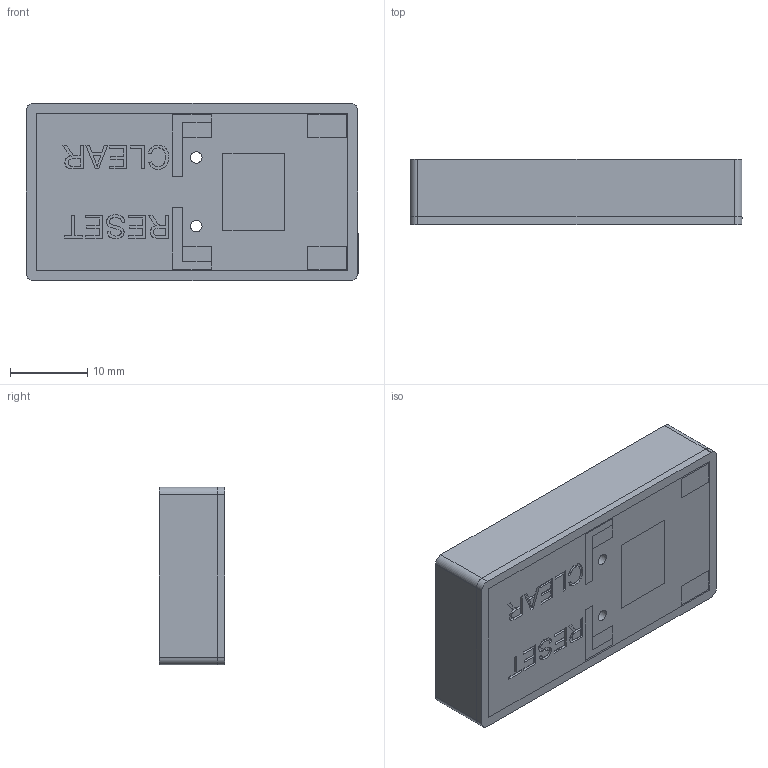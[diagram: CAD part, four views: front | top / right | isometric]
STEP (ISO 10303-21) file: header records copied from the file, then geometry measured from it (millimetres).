
FILE_DESCRIPTION(/* description */ (''),/* implementation_level */ '2;1');
FILE_NAME(/* name */ 'Box.step',/* time_stamp */ '2025-04-20T13:23:03+01:00',/* author */ (''),/* organization */ (''),/* preprocessor_version */ 'ST-DEVELOPER v20.1',/* originating_system */ 'Autodesk Translation Framework v14.4.0.0',/* authorisation */ '');
FILE_SCHEMA (('AUTOMOTIVE_DESIGN { 1 0 10303 214 3 1 1 }'));
Length unit declared in the file: millimetre
Products named in the file (1): Box
Bounding box: 43 x 8.5 x 23 mm (x, y, z)
Volume: 2854 mm3; surface area: 5618.4 mm2
Topology: 9 solids, 9 shells, 294 faces, 772 edges, 512 vertices
Faces by surface type: plane 181, bspline 99, cylinder 14
Full cylindrical faces by diameter (mm): 1.5 x2
Entity records: 10587 total; most frequent: CARTESIAN_POINT 3970, ORIENTED_EDGE 1544, DIRECTION 980, EDGE_CURVE 772, LINE 532, VECTOR 532, VERTEX_POINT 512, EDGE_LOOP 316
